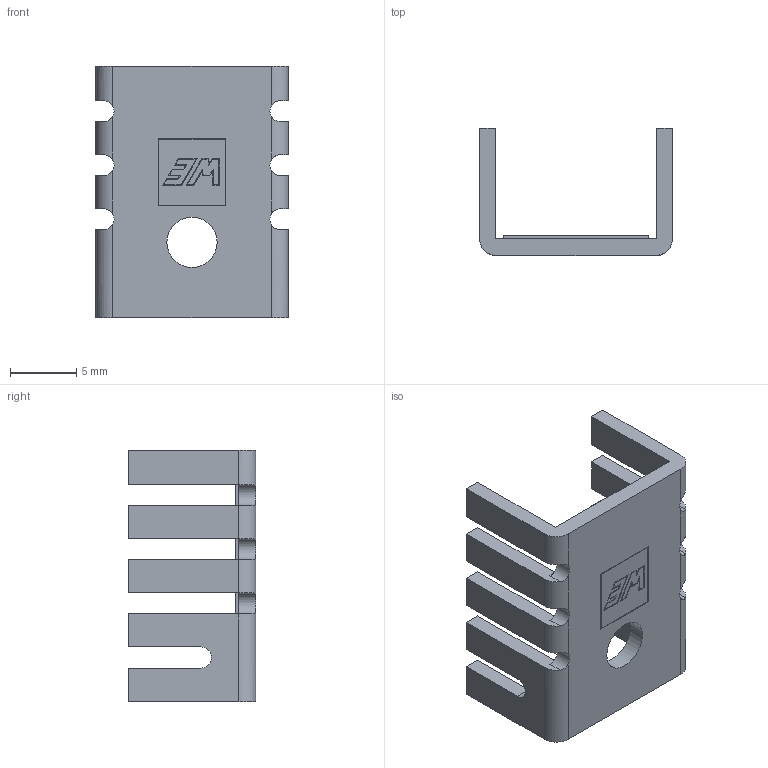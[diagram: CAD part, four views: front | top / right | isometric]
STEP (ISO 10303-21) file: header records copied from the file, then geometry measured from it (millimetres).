
FILE_DESCRIPTION(/* description */ ('Unknown'),/* implementation_level */ '2;1');
FILE_NAME(/* name */ '40902101191409',/* time_stamp */ '2025-12-02T17:07:33+01:00',/* author */ ('Unknown'),/* organization */ ('Unknown'),/* preprocessor_version */ 'ST-DEVELOPER v19.4',/* originating_system */ 'Solid Edge',/* authorisation */ 'Unknown');
FILE_SCHEMA (('AUTOMOTIVE_DESIGN {1 0 10303 214 3 1 1}'));
Length unit declared in the file: millimetre
Products named in the file (3): 40902101191409; 40902100191409; 40412202
Assembly tree (2 placements, depth 2):
  40902101191409
    40902100191409
    40412202
Bounding box: 14.61 x 9.65 x 19.05 mm (x, y, z)
Volume: 628.5 mm3; surface area: 1616.6 mm2
Topology: 2 solids, 2 shells, 135 faces, 375 edges, 250 vertices
Faces by surface type: plane 116, cylinder 19
Full cylindrical faces by diameter (mm): 3.81 x1, 4.81 x1
Entity records: 5311 total; most frequent: CARTESIAN_POINT 824, ORIENTED_EDGE 748, DIRECTION 673, EDGE_CURVE 374, LINE 321, VECTOR 321, VERTEX_POINT 250, AXIS2_PLACEMENT_3D 176
